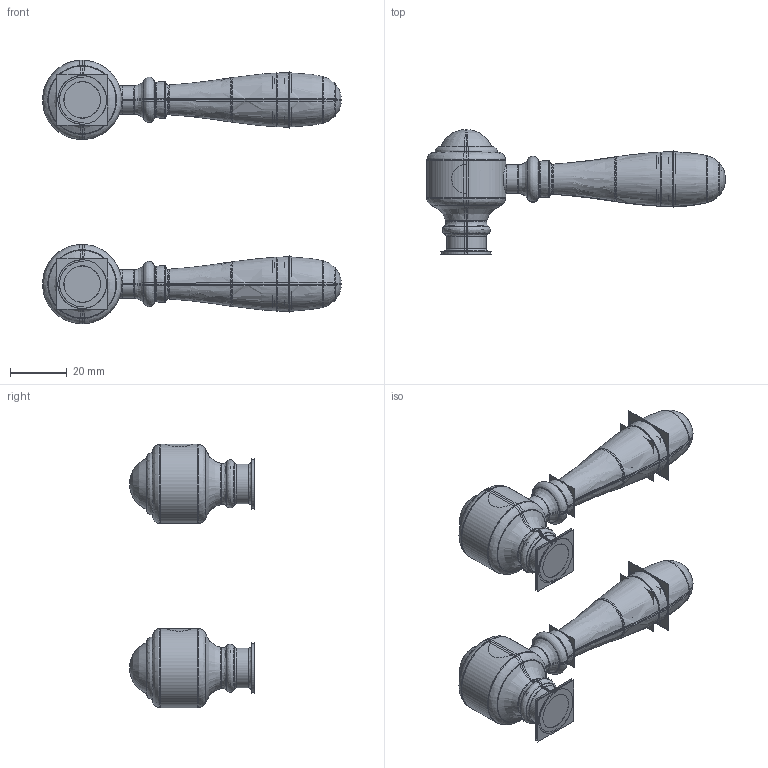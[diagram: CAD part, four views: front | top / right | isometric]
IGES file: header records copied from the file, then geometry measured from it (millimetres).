
Start section:  PTC IGES file: ARC 67 CHR.igs
Global section: file name: ARC 67 CHR.igs; native system: Pro/ENGINEER by Parametric Technology Corporation; preprocessor: 2009360; author: user33; organization: Unknown; date: 20200406.091137; units: millimetre
Bounding box: 105.5 x 44.07 x 93 mm (x, y, z)
Volume: 57288.2 mm3; surface area: 473971.1 mm2
Topology: 7 solids, 24 shells, 1219 faces, 7055 edges, 9588 vertices
Faces by surface type: revolution 823, bspline 396
